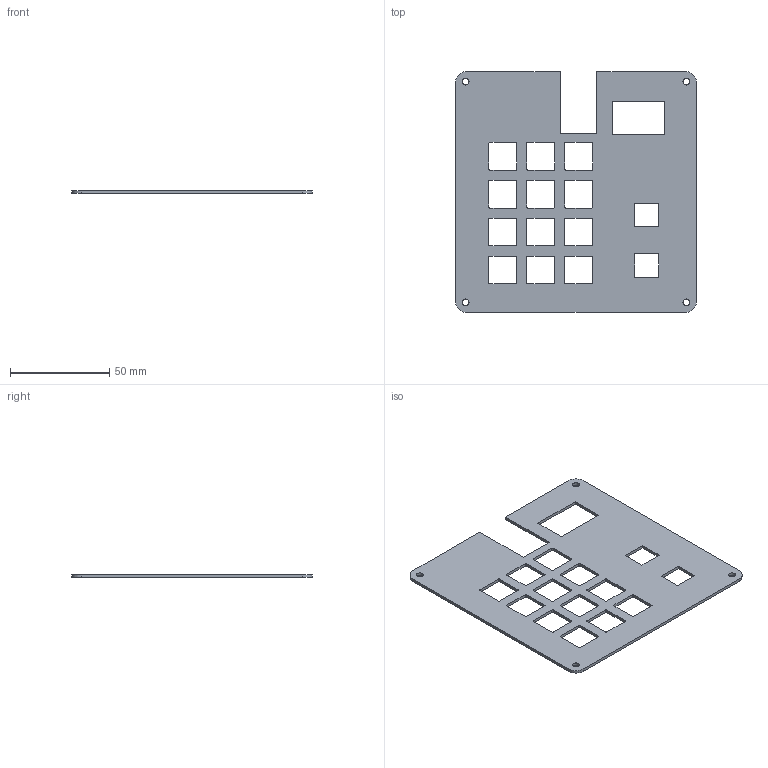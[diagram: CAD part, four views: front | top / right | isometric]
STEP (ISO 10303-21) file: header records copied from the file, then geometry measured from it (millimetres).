
FILE_DESCRIPTION(/* description */ ('','CAx-IF Rec.Pracs.---Representation and Presentation of Product Manufacturing Information (PMI)---4.0---2014-10-13'),/* implementation_level */ '2;1');
FILE_NAME(/* name */ 'Top - Final Copy.step',/* time_stamp */ '2025-02-15T22:37:21-05:00',/* author */ (''),/* organization */ (''),/* preprocessor_version */ 'ST-DEVELOPER v20',/* originating_system */ 'Autodesk Translation Framework v13.20.0.188',/* authorisation */ '');
FILE_SCHEMA (('AP242_MANAGED_MODEL_BASED_3D_ENGINEERING_MIM_LF { 1 0 10303 442 1 1 4 }'));
Length unit declared in the file: millimetre
Products named in the file (1): Top
Bounding box: 121 x 121 x 1.5 mm (x, y, z)
Volume: 16398.9 mm3; surface area: 24025.5 mm2
Topology: 1 solids, 1 shells, 692 faces, 1950 edges, 1300 vertices
Faces by surface type: bspline 343, plane 293, cylinder 56
Full cylindrical faces by diameter (mm): 3.4 x4
Entity records: 25525 total; most frequent: CARTESIAN_POINT 9774, ORIENTED_EDGE 3900, DIRECTION 2076, EDGE_CURVE 1950, VERTEX_POINT 1300, LINE 1152, VECTOR 1152, EDGE_LOOP 770
